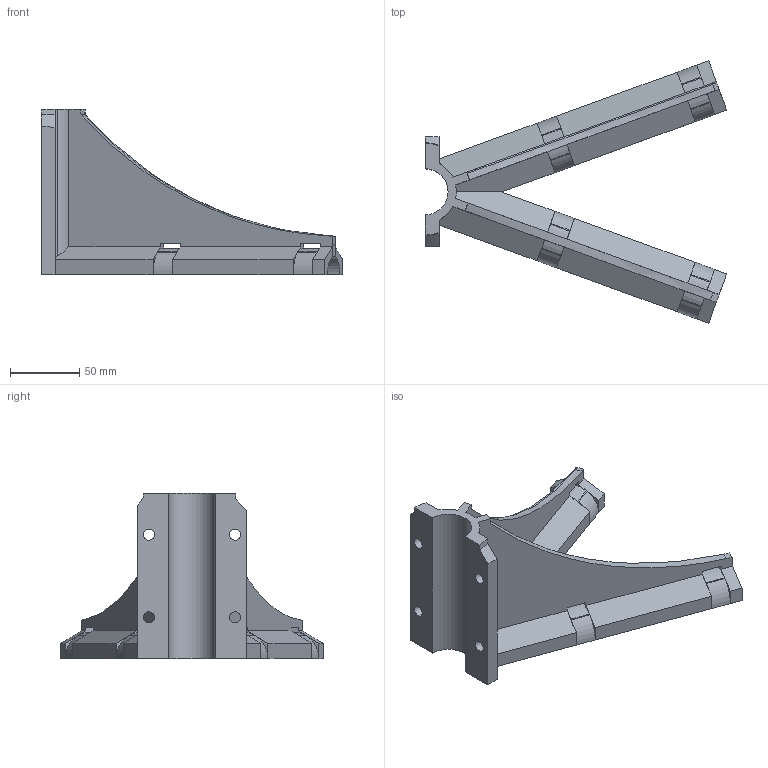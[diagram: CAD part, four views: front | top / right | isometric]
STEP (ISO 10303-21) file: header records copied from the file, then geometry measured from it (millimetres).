
FILE_DESCRIPTION(('FreeCAD Model'),'2;1');
FILE_NAME('Open CASCADE Shape Model','2024-09-13T21:52:03',(''),(''), 'Open CASCADE STEP processor 7.6','FreeCAD','Unknown');
FILE_SCHEMA(('AUTOMOTIVE_DESIGN { 1 0 10303 214 1 1 1 1 }'));
Length unit declared in the file: millimetre
Products named in the file (1): Body
Bounding box: 218.37 x 190.24 x 120 mm (x, y, z)
Volume: 326364.5 mm3; surface area: 105294.8 mm2
Topology: 1 solids, 1 shells, 129 faces, 373 edges, 240 vertices
Faces by surface type: plane 88, cylinder 28, cone 8, revolution 5
Full cylindrical faces by diameter (mm): 8 x4
Entity records: 4435 total; most frequent: CARTESIAN_POINT 915, ORIENTED_EDGE 746, DIRECTION 723, EDGE_CURVE 373, LINE 268, VECTOR 268, VERTEX_POINT 240, AXIS2_PLACEMENT_3D 225
